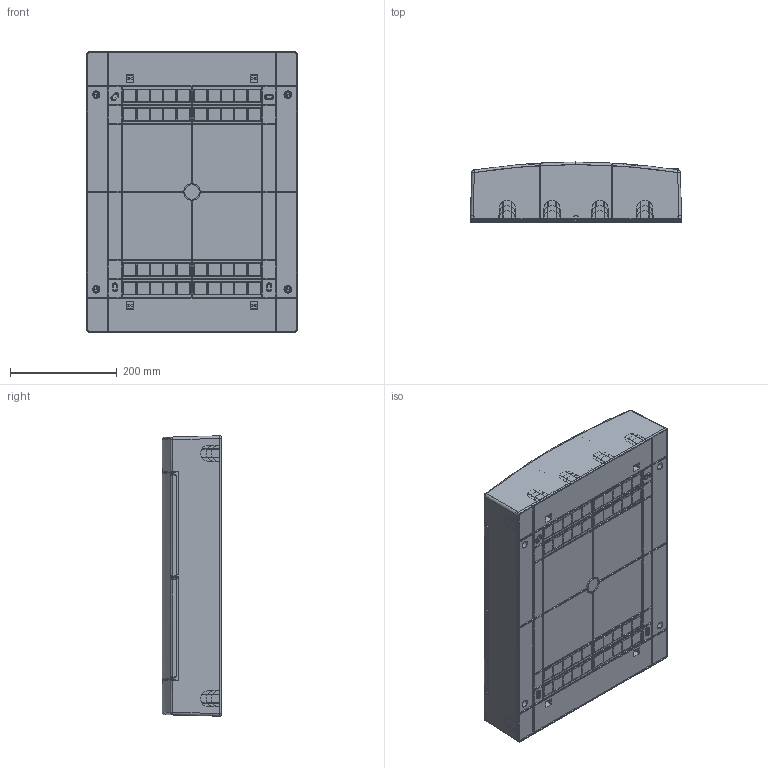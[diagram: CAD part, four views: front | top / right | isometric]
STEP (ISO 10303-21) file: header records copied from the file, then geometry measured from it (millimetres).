
FILE_DESCRIPTION((''),'2;1');
FILE_NAME('N3X18C_ASM','2021-03-19T',('marketing.praksa'),('Audax d.o.o.'),'CREO PARAMETRIC BY PTC INC, 2017480','CREO PARAMETRIC BY PTC INC, 2017480','');
FILE_SCHEMA(('AUTOMOTIVE_DESIGN { 1 0 10303 214 1 1 1 1 }'));
Products named in the file (17): LIMENA_SINA_18_1; MASKA__N3X18C_; SRAF_SABIRNICE_2; MESINGANA_SABIRNICA-102818; MESINGANA_SABIRNICA-35295_ASM; TELO_SABIRNICE_1; POKLOPAC_SABIRNICE_1; SABIRNICA_18_1_ASM; DNO__N3X18C_; N3X18C_1_ASM; ETI_LOGO_1_1_1_1_1; ETI_LOGO_2_1_1_1_1; ETI_LOGO_3_1_1_1_1; VRATA__N3X18C_; ETI_LOGO_ASM_1_1_ASM_1_1_ASM; ASM0024_ASM; N3X18C_ASM
Assembly tree (33 placements, depth 5):
  N3X18C_ASM
    N3X18C_1_ASM
      LIMENA_SINA_18_1  x3
      MASKA__N3X18C_
      SABIRNICA_18_1_ASM
        MESINGANA_SABIRNICA-35295_ASM  x2
          SRAF_SABIRNICE_2
          MESINGANA_SABIRNICA-102818
        TELO_SABIRNICE_1
        POKLOPAC_SABIRNICE_1
      DNO__N3X18C_
    ASM0024_ASM
      ETI_LOGO_ASM_1_1_ASM_1_1_ASM
        ETI_LOGO_1_1_1_1_1
        ETI_LOGO_2_1_1_1_1
        ETI_LOGO_3_1_1_1_1
        VRATA__N3X18C_
Bounding box: 395.8 x 111.6 x 525.6 mm (x, y, z)
Volume: 1838775.2 mm3; surface area: 1757277.9 mm2
Topology: 43 solids, 43 shells, 5264 faces, 14937 edges, 9880 vertices
Faces by surface type: plane 3221, cylinder 1169, cone 484, extrusion 292, bspline 72, torus 18, sphere 8
Entity records: 229023 total; most frequent: CARTESIAN_POINT 43669, ORIENTED_EDGE 25142, DIRECTION 22347, PRESENTATION_STYLE_ASSIGNMENT 17283, STYLED_ITEM 17283, CURVE_STYLE 12863, EDGE_CURVE 12571, VECTOR 8453
